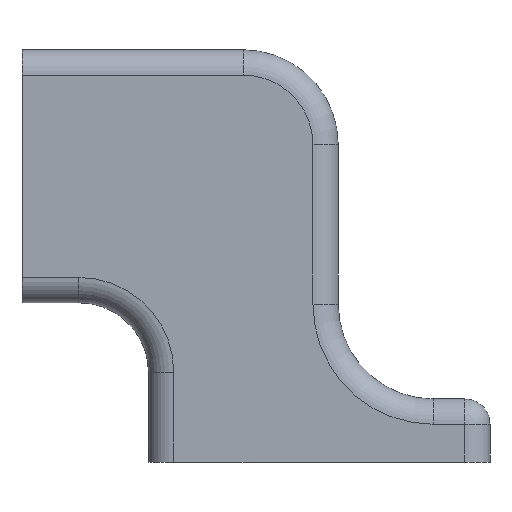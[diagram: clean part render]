
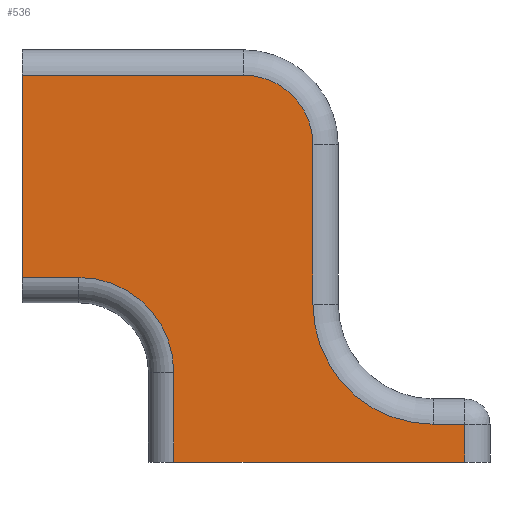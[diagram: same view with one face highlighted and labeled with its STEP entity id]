
A CAD part, left-side view. The second image highlights one B-rep face of the part: STEP entity #536.
In plain terms, the highlighted planar face has unit normal (-1, 0, 0).
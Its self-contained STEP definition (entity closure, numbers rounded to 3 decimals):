
#20=PLANE('',#613);
#54=FACE_OUTER_BOUND('',#88,.T.);
#88=EDGE_LOOP('',(#436,#437,#438,#439,#440,#441,#442,#443,#444,#445,#446));
#109=LINE('',#870,#149);
#111=LINE('',#883,#151);
#113=LINE('',#895,#153);
#125=LINE('',#925,#165);
#129=LINE('',#936,#169);
#130=LINE('',#940,#170);
#131=LINE('',#944,#171);
#132=LINE('',#945,#172);
#149=VECTOR('',#689,10.);
#151=VECTOR('',#705,10.);
#153=VECTOR('',#719,10.);
#165=VECTOR('',#751,10.);
#169=VECTOR('',#763,10.);
#170=VECTOR('',#768,10.);
#171=VECTOR('',#771,10.);
#172=VECTOR('',#772,10.);
#197=CIRCLE('',#588,9.5);
#201=CIRCLE('',#594,5.5);
#210=CIRCLE('',#614,7.5);
#235=VERTEX_POINT('',#867);
#236=VERTEX_POINT('',#869);
#238=VERTEX_POINT('',#875);
#240=VERTEX_POINT('',#881);
#242=VERTEX_POINT('',#887);
#244=VERTEX_POINT('',#893);
#252=VERTEX_POINT('',#923);
#255=VERTEX_POINT('',#935);
#256=VERTEX_POINT('',#939);
#257=VERTEX_POINT('',#941);
#258=VERTEX_POINT('',#943);
#287=EDGE_CURVE('',#235,#236,#109,.T.);
#291=EDGE_CURVE('',#238,#235,#197,.T.);
#294=EDGE_CURVE('',#240,#238,#111,.T.);
#297=EDGE_CURVE('',#242,#240,#201,.T.);
#300=EDGE_CURVE('',#244,#242,#113,.T.);
#316=EDGE_CURVE('',#244,#252,#125,.T.);
#321=EDGE_CURVE('',#236,#255,#129,.T.);
#323=EDGE_CURVE('',#256,#252,#130,.T.);
#324=EDGE_CURVE('',#257,#256,#210,.T.);
#325=EDGE_CURVE('',#258,#257,#131,.T.);
#326=EDGE_CURVE('',#258,#255,#132,.T.);
#436=ORIENTED_EDGE('',*,*,#300,.F.);
#437=ORIENTED_EDGE('',*,*,#316,.T.);
#438=ORIENTED_EDGE('',*,*,#323,.F.);
#439=ORIENTED_EDGE('',*,*,#324,.F.);
#440=ORIENTED_EDGE('',*,*,#325,.F.);
#441=ORIENTED_EDGE('',*,*,#326,.T.);
#442=ORIENTED_EDGE('',*,*,#321,.F.);
#443=ORIENTED_EDGE('',*,*,#287,.F.);
#444=ORIENTED_EDGE('',*,*,#291,.F.);
#445=ORIENTED_EDGE('',*,*,#294,.F.);
#446=ORIENTED_EDGE('',*,*,#297,.F.);
#536=ADVANCED_FACE('',(#54),#20,.T.);
#588=AXIS2_PLACEMENT_3D('',#877,#697,#698);
#594=AXIS2_PLACEMENT_3D('',#889,#711,#712);
#613=AXIS2_PLACEMENT_3D('',#938,#766,#767);
#614=AXIS2_PLACEMENT_3D('',#942,#769,#770);
#689=DIRECTION('',(0.,-1.,0.));
#697=DIRECTION('center_axis',(-1.,0.,0.));
#698=DIRECTION('ref_axis',(0.,0.707,-0.707));
#705=DIRECTION('',(0.,0.,-1.));
#711=DIRECTION('center_axis',(1.,0.,0.));
#712=DIRECTION('ref_axis',(0.,-0.707,0.707));
#719=DIRECTION('',(0.,-1.,0.));
#751=DIRECTION('',(0.,0.,-1.));
#763=DIRECTION('',(0.,0.,-1.));
#766=DIRECTION('center_axis',(-1.,0.,0.));
#767=DIRECTION('ref_axis',(0.,0.,1.));
#768=DIRECTION('',(0.,1.,0.));
#769=DIRECTION('center_axis',(-1.,0.,0.));
#770=DIRECTION('ref_axis',(0.,-0.707,0.707));
#771=DIRECTION('',(0.,0.,1.));
#772=DIRECTION('',(0.,-1.,0.));
#867=CARTESIAN_POINT('',(-22.5,-32.5,3.));
#869=CARTESIAN_POINT('',(-22.5,-35.,3.));
#870=CARTESIAN_POINT('',(-22.5,-21.75,3.));
#875=CARTESIAN_POINT('',(-22.5,-23.,12.5));
#877=CARTESIAN_POINT('Origin',(-22.5,-32.5,12.5));
#881=CARTESIAN_POINT('',(-22.5,-23.,25.101));
#883=CARTESIAN_POINT('',(-22.5,-23.,24.451));
#887=CARTESIAN_POINT('',(-22.5,-17.5,30.601));
#889=CARTESIAN_POINT('Origin',(-22.5,-17.5,25.101));
#893=CARTESIAN_POINT('',(-22.5,0.,30.601));
#895=CARTESIAN_POINT('',(-22.5,-6.25,30.601));
#923=CARTESIAN_POINT('',(-22.5,0.,14.601));
#925=CARTESIAN_POINT('',(-22.5,0.,32.601));
#935=CARTESIAN_POINT('',(-22.5,-35.,0.));
#936=CARTESIAN_POINT('',(-22.5,-35.,8.15));
#938=CARTESIAN_POINT('Origin',(-22.5,-12.5,16.301));
#939=CARTESIAN_POINT('',(-22.5,-4.5,14.601));
#940=CARTESIAN_POINT('',(-22.5,-11.25,14.601));
#941=CARTESIAN_POINT('',(-22.5,-12.,7.101));
#942=CARTESIAN_POINT('Origin',(-22.5,-4.5,7.101));
#943=CARTESIAN_POINT('',(-22.5,-12.,0.));
#944=CARTESIAN_POINT('',(-22.5,-12.,8.15));
#945=CARTESIAN_POINT('',(-22.5,-10.,0.));
